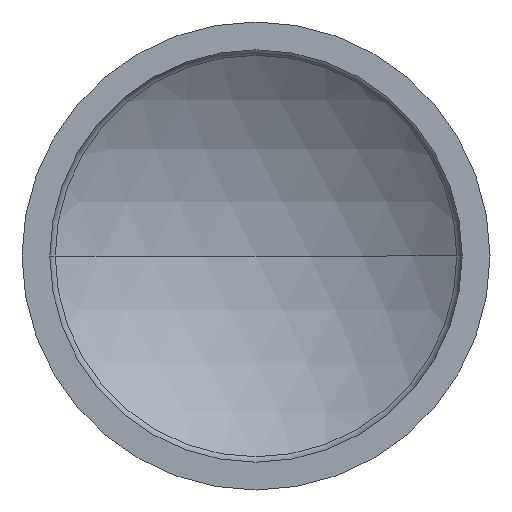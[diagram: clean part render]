
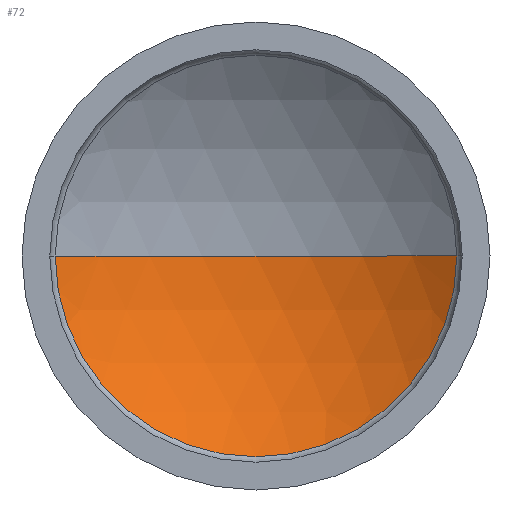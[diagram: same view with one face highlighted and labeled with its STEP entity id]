
A CAD part, front view. The second image highlights one B-rep face of the part: STEP entity #72.
In plain terms, the highlighted spherical face has radius 22.96 mm.
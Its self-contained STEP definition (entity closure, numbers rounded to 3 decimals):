
#2 = CIRCLE ( 'NONE', #38, 22.96 ) ;
#20 = CIRCLE ( 'NONE', #179, 14.459 ) ;
#24 = FACE_OUTER_BOUND ( 'NONE', #224, .T. ) ;
#29 = VERTEX_POINT ( 'NONE', #199 ) ;
#35 = CARTESIAN_POINT ( 'NONE',  ( 0., 11., 0. ) ) ;
#38 = AXIS2_PLACEMENT_3D ( 'NONE', #99, #191, #65 ) ;
#44 = DIRECTION ( 'NONE',  ( 0., 0., 1. ) ) ;
#48 = AXIS2_PLACEMENT_3D ( 'NONE', #79, #44, #366 ) ;
#65 = DIRECTION ( 'NONE',  ( -1., 0., 0. ) ) ;
#67 = CARTESIAN_POINT ( 'NONE',  ( -14.459, 5.875, 0. ) ) ;
#69 = ORIENTED_EDGE ( 'NONE', *, *, #284, .F. ) ;
#72 = ADVANCED_FACE ( 'NONE', ( #24 ), #153, .F. ) ;
#79 = CARTESIAN_POINT ( 'NONE',  ( 0., -11.96, 0. ) ) ;
#96 = CARTESIAN_POINT ( 'NONE',  ( 0., 5.875, 0. ) ) ;
#99 = CARTESIAN_POINT ( 'NONE',  ( 0., -11.96, 0. ) ) ;
#119 = AXIS2_PLACEMENT_3D ( 'NONE', #313, #405, #181 ) ;
#153 = SPHERICAL_SURFACE ( 'NONE', #119, 22.96 ) ;
#179 = AXIS2_PLACEMENT_3D ( 'NONE', #96, #228, #286 ) ;
#181 = DIRECTION ( 'NONE',  ( -1., 0., 0. ) ) ;
#191 = DIRECTION ( 'NONE',  ( 0., 0., -1. ) ) ;
#199 = CARTESIAN_POINT ( 'NONE',  ( 14.459, 5.875, 0. ) ) ;
#224 = EDGE_LOOP ( 'NONE', ( #411, #329, #69 ) ) ;
#228 = DIRECTION ( 'NONE',  ( 0., 1., 0. ) ) ;
#248 = CIRCLE ( 'NONE', #48, 22.96 ) ;
#284 = EDGE_CURVE ( 'NONE', #319, #381, #2, .T. ) ;
#286 = DIRECTION ( 'NONE',  ( -1., 0., 0. ) ) ;
#293 = EDGE_CURVE ( 'NONE', #29, #319, #20, .T. ) ;
#313 = CARTESIAN_POINT ( 'NONE',  ( 0., -11.96, 0. ) ) ;
#319 = VERTEX_POINT ( 'NONE', #67 ) ;
#329 = ORIENTED_EDGE ( 'NONE', *, *, #388, .T. ) ;
#366 = DIRECTION ( 'NONE',  ( 1., 0., 0. ) ) ;
#381 = VERTEX_POINT ( 'NONE', #35 ) ;
#388 = EDGE_CURVE ( 'NONE', #29, #381, #248, .T. ) ;
#405 = DIRECTION ( 'NONE',  ( 0., 0., 1. ) ) ;
#411 = ORIENTED_EDGE ( 'NONE', *, *, #293, .F. ) ;
